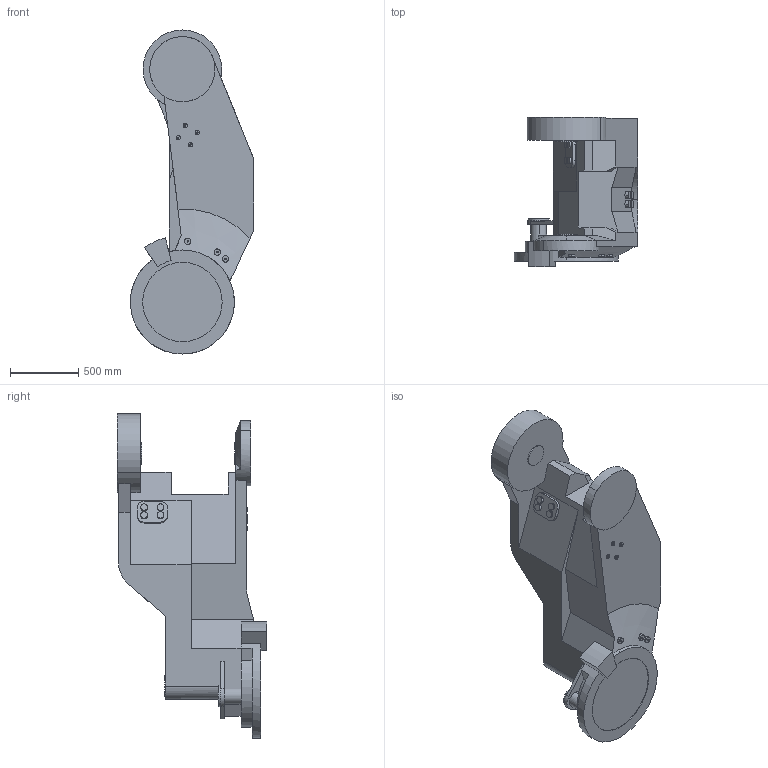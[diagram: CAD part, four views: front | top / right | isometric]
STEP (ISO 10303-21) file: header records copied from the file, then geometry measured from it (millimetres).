
FILE_DESCRIPTION (( 'STEP AP203' ), '1' );
FILE_NAME ('T301_B_Predeterminado_sldprt.STEP', '2021-03-03T16:29:14', ( '' ), ( '' ), 'SwSTEP 2.0', 'SolidWorks 2020', '' );
FILE_SCHEMA (( 'CONFIG_CONTROL_DESIGN' ));
Length unit declared in the file: millimetre
Products named in the file (1): T301_B_Predeterminado_sldprt
Bounding box: 899.74 x 1091 x 2367 mm (x, y, z)
Volume: 706955075.7 mm3; surface area: 7311923.2 mm2
Topology: 1 solids, 1 shells, 164 faces, 397 edges, 263 vertices
Faces by surface type: plane 80, cylinder 78, cone 6
Entity records: 5476 total; most frequent: CARTESIAN_POINT 1443, DIRECTION 856, ORIENTED_EDGE 794, EDGE_CURVE 397, AXIS2_PLACEMENT_3D 318, VERTEX_POINT 263, LINE 220, VECTOR 220
